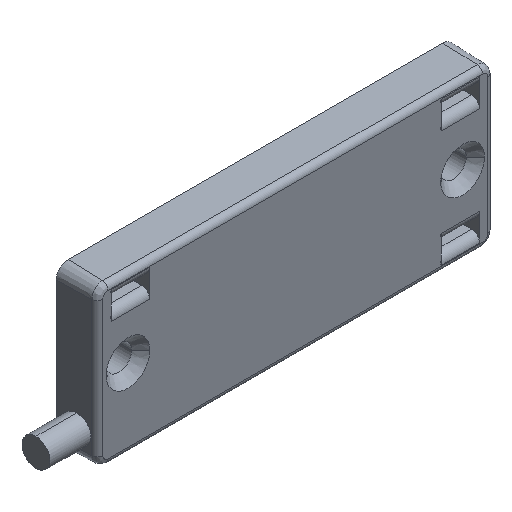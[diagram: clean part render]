
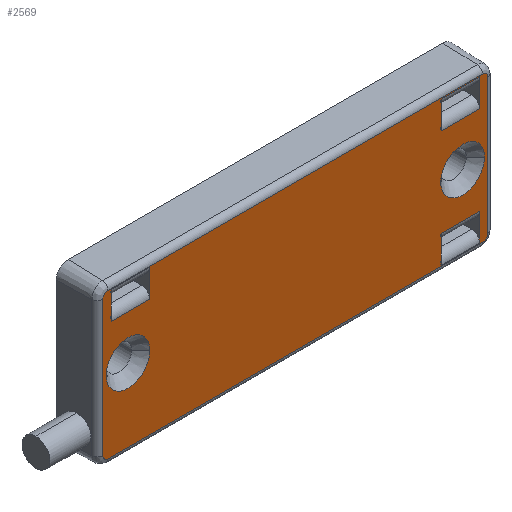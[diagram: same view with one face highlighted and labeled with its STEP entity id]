
A CAD part, isometric view. The second image highlights one B-rep face of the part: STEP entity #2569.
In plain terms, the highlighted planar face has unit normal (0, -1, 0).
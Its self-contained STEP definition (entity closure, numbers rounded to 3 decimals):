
#40=CARTESIAN_POINT('',(-21.,-2.5,0.));
#41=DIRECTION('',(0.,-1.,0.));
#42=DIRECTION('',(-1.,0.,0.));
#43=AXIS2_PLACEMENT_3D('',#40,#41,#42);
#49=CARTESIAN_POINT('',(-21.,-2.5,0.));
#50=DIRECTION('',(0.,-1.,0.));
#51=DIRECTION('',(1.,0.,0.));
#52=AXIS2_PLACEMENT_3D('',#49,#50,#51);
#57=CARTESIAN_POINT('',(21.,-2.5,0.));
#58=DIRECTION('',(0.,-1.,0.));
#59=DIRECTION('',(-1.,0.,0.));
#60=AXIS2_PLACEMENT_3D('',#57,#58,#59);
#65=CARTESIAN_POINT('',(21.,-2.5,0.));
#66=DIRECTION('',(0.,-1.,0.));
#67=DIRECTION('',(1.,0.,0.));
#68=AXIS2_PLACEMENT_3D('',#65,#66,#67);
#73=CARTESIAN_POINT('',(-23.5,-2.5,-8.5));
#74=DIRECTION('',(0.,1.,0.));
#75=DIRECTION('',(0.,0.,-1.));
#76=AXIS2_PLACEMENT_3D('',#73,#74,#75);
#81=DIRECTION('',(0.,0.,1.));
#82=VECTOR('',#81,17.);
#83=CARTESIAN_POINT('',(-24.149,-2.5,-8.5));
#84=LINE('',#83,#82);
#88=CARTESIAN_POINT('',(-23.5,-2.5,8.5));
#89=DIRECTION('',(0.,1.,0.));
#90=DIRECTION('',(-1.,0.,0.));
#91=AXIS2_PLACEMENT_3D('',#88,#89,#90);
#96=DIRECTION('',(1.,0.,0.));
#97=VECTOR('',#96,47.);
#98=CARTESIAN_POINT('',(-23.5,-2.5,9.149));
#99=LINE('',#98,#97);
#103=CARTESIAN_POINT('',(23.5,-2.5,8.5));
#104=DIRECTION('',(0.,1.,0.));
#105=DIRECTION('',(0.,0.,1.));
#106=AXIS2_PLACEMENT_3D('',#103,#104,#105);
#111=DIRECTION('',(0.,0.,-1.));
#112=VECTOR('',#111,17.);
#113=CARTESIAN_POINT('',(24.149,-2.5,8.5));
#114=LINE('',#113,#112);
#118=CARTESIAN_POINT('',(23.5,-2.5,-8.5));
#119=DIRECTION('',(0.,1.,0.));
#120=DIRECTION('',(1.,0.,0.));
#121=AXIS2_PLACEMENT_3D('',#118,#119,#120);
#126=DIRECTION('',(-1.,0.,0.));
#127=VECTOR('',#126,47.);
#128=CARTESIAN_POINT('',(23.5,-2.5,-9.149));
#129=LINE('',#128,#127);
#1525=DIRECTION('',(1.,0.,0.));
#1526=VECTOR('',#1525,4.825);
#1527=CARTESIAN_POINT('',(18.287,-2.5,9.03));
#1528=LINE('',#1527,#1526);
#1545=DIRECTION('',(0.,0.,1.));
#1546=VECTOR('',#1545,3.461);
#1547=CARTESIAN_POINT('',(18.287,-2.5,5.57));
#1548=LINE('',#1547,#1546);
#1633=DIRECTION('',(-1.,0.,0.));
#1634=VECTOR('',#1633,4.825);
#1635=CARTESIAN_POINT('',(23.113,-2.5,5.57));
#1636=LINE('',#1635,#1634);
#1660=DIRECTION('',(0.,0.,-1.));
#1661=VECTOR('',#1660,3.461);
#1662=CARTESIAN_POINT('',(23.113,-2.5,9.03));
#1663=LINE('',#1662,#1661);
#1741=DIRECTION('',(1.,0.,0.));
#1742=VECTOR('',#1741,4.825);
#1743=CARTESIAN_POINT('',(18.287,-2.5,
-5.57));
#1744=LINE('',#1743,#1742);
#1761=DIRECTION('',(0.,0.,1.));
#1762=VECTOR('',#1761,3.461);
#1763=CARTESIAN_POINT('',(18.287,-2.5,
-9.03));
#1764=LINE('',#1763,#1762);
#1849=DIRECTION('',(-1.,0.,0.));
#1850=VECTOR('',#1849,4.825);
#1851=CARTESIAN_POINT('',(23.113,-2.5,
-9.03));
#1852=LINE('',#1851,#1850);
#1876=DIRECTION('',(0.,0.,-1.));
#1877=VECTOR('',#1876,3.461);
#1878=CARTESIAN_POINT('',(23.113,-2.5,
-5.57));
#1879=LINE('',#1878,#1877);
#1957=DIRECTION('',(1.,0.,0.));
#1958=VECTOR('',#1957,4.825);
#1959=CARTESIAN_POINT('',(-23.113,-2.5,
9.03));
#1960=LINE('',#1959,#1958);
#1984=DIRECTION('',(0.,0.,1.));
#1985=VECTOR('',#1984,3.461);
#1986=CARTESIAN_POINT('',(-23.113,-2.5,
5.57));
#1987=LINE('',#1986,#1985);
#2025=DIRECTION('',(-1.,0.,0.));
#2026=VECTOR('',#2025,4.825);
#2027=CARTESIAN_POINT('',(-18.287,-2.5,
5.57));
#2028=LINE('',#2027,#2026);
#2045=DIRECTION('',(0.,0.,-1.));
#2046=VECTOR('',#2045,3.461);
#2047=CARTESIAN_POINT('',(-18.287,-2.5,
9.03));
#2048=LINE('',#2047,#2046);
#2180=CARTESIAN_POINT('',(-23.75,-2.5,0.));
#2181=CARTESIAN_POINT('',(-18.25,-2.5,0.));
#2182=VERTEX_POINT('',#2180);
#2183=VERTEX_POINT('',#2181);
#2184=CARTESIAN_POINT('',(-23.113,-2.5,
9.03));
#2185=CARTESIAN_POINT('',(-18.287,-2.5,
9.03));
#2186=VERTEX_POINT('',#2184);
#2187=VERTEX_POINT('',#2185);
#2188=CARTESIAN_POINT('',(-23.113,-2.5,
5.57));
#2189=VERTEX_POINT('',#2188);
#2190=CARTESIAN_POINT('',(-18.287,-2.5,
5.57));
#2191=VERTEX_POINT('',#2190);
#2192=CARTESIAN_POINT('',(23.113,-2.5,
-9.03));
#2193=CARTESIAN_POINT('',(18.287,-2.5,
-9.03));
#2194=VERTEX_POINT('',#2192);
#2195=VERTEX_POINT('',#2193);
#2196=CARTESIAN_POINT('',(23.113,-2.5,
-5.57));
#2197=VERTEX_POINT('',#2196);
#2198=CARTESIAN_POINT('',(18.287,-2.5,
-5.57));
#2199=VERTEX_POINT('',#2198);
#2200=CARTESIAN_POINT('',(23.113,-2.5,5.57));
#2201=CARTESIAN_POINT('',(18.287,-2.5,5.57));
#2202=VERTEX_POINT('',#2200);
#2203=VERTEX_POINT('',#2201);
#2204=CARTESIAN_POINT('',(23.113,-2.5,9.03));
#2205=VERTEX_POINT('',#2204);
#2206=CARTESIAN_POINT('',(18.287,-2.5,9.03));
#2207=VERTEX_POINT('',#2206);
#2208=CARTESIAN_POINT('',(18.25,-2.5,0.));
#2209=CARTESIAN_POINT('',(23.75,-2.5,0.));
#2210=VERTEX_POINT('',#2208);
#2211=VERTEX_POINT('',#2209);
#2476=CARTESIAN_POINT('',(-23.5,-2.5,-9.149));
#2477=CARTESIAN_POINT('',(-24.149,-2.5,-8.5));
#2478=VERTEX_POINT('',#2476);
#2479=VERTEX_POINT('',#2477);
#2482=CARTESIAN_POINT('',(-24.149,-2.5,8.5));
#2483=VERTEX_POINT('',#2482);
#2486=CARTESIAN_POINT('',(-23.5,-2.5,9.149));
#2487=VERTEX_POINT('',#2486);
#2490=CARTESIAN_POINT('',(23.5,-2.5,9.149));
#2491=VERTEX_POINT('',#2490);
#2494=CARTESIAN_POINT('',(24.149,-2.5,8.5));
#2495=VERTEX_POINT('',#2494);
#2498=CARTESIAN_POINT('',(24.149,-2.5,-8.5));
#2499=VERTEX_POINT('',#2498);
#2502=CARTESIAN_POINT('',(23.5,-2.5,-9.149));
#2503=VERTEX_POINT('',#2502);
#2504=CARTESIAN_POINT('',(0.,-2.5,0.));
#2505=DIRECTION('',(0.,1.,0.));
#2506=DIRECTION('',(1.,0.,0.));
#2507=AXIS2_PLACEMENT_3D('',#2504,#2505,#2506);
#2508=PLANE('',#2507);
#2510=ORIENTED_EDGE('',*,*,#2509,.T.);
#2512=ORIENTED_EDGE('',*,*,#2511,.T.);
#2514=ORIENTED_EDGE('',*,*,#2513,.T.);
#2516=ORIENTED_EDGE('',*,*,#2515,.T.);
#2518=ORIENTED_EDGE('',*,*,#2517,.T.);
#2520=ORIENTED_EDGE('',*,*,#2519,.T.);
#2522=ORIENTED_EDGE('',*,*,#2521,.T.);
#2524=ORIENTED_EDGE('',*,*,#2523,.T.);
#2525=EDGE_LOOP('',(#2510,#2512,#2514,#2516,#2518,#2520,#2522,#2524));
#2526=FACE_OUTER_BOUND('',#2525,.F.);
#2528=ORIENTED_EDGE('',*,*,#2527,.F.);
#2530=ORIENTED_EDGE('',*,*,#2529,.F.);
#2532=ORIENTED_EDGE('',*,*,#2531,.F.);
#2534=ORIENTED_EDGE('',*,*,#2533,.F.);
#2535=EDGE_LOOP('',(#2528,#2530,#2532,#2534));
#2536=FACE_BOUND('',#2535,.F.);
#2538=ORIENTED_EDGE('',*,*,#2537,.F.);
#2540=ORIENTED_EDGE('',*,*,#2539,.F.);
#2542=ORIENTED_EDGE('',*,*,#2541,.F.);
#2544=ORIENTED_EDGE('',*,*,#2543,.F.);
#2545=EDGE_LOOP('',(#2538,#2540,#2542,#2544));
#2546=FACE_BOUND('',#2545,.F.);
#2548=ORIENTED_EDGE('',*,*,#2547,.F.);
#2550=ORIENTED_EDGE('',*,*,#2549,.F.);
#2552=ORIENTED_EDGE('',*,*,#2551,.F.);
#2554=ORIENTED_EDGE('',*,*,#2553,.F.);
#2555=EDGE_LOOP('',(#2548,#2550,#2552,#2554));
#2556=FACE_BOUND('',#2555,.F.);
#2558=ORIENTED_EDGE('',*,*,#2557,.T.);
#2560=ORIENTED_EDGE('',*,*,#2559,.T.);
#2561=EDGE_LOOP('',(#2558,#2560));
#2562=FACE_BOUND('',#2561,.F.);
#2564=ORIENTED_EDGE('',*,*,#2563,.T.);
#2566=ORIENTED_EDGE('',*,*,#2565,.T.);
#2567=EDGE_LOOP('',(#2564,#2566));
#2568=FACE_BOUND('',#2567,.F.);
#2569=ADVANCED_FACE('',(#2526,#2536,#2546,#2556,#2562,#2568),#2508,.F.);
#44=CIRCLE('',#43,2.75);
#53=CIRCLE('',#52,2.75);
#61=CIRCLE('',#60,2.75);
#69=CIRCLE('',#68,2.75);
#77=CIRCLE('',#76,0.649);
#92=CIRCLE('',#91,0.649);
#107=CIRCLE('',#106,0.649);
#122=CIRCLE('',#121,0.649);
#2509=EDGE_CURVE('',#2478,#2479,#77,.T.);
#2511=EDGE_CURVE('',#2479,#2483,#84,.T.);
#2513=EDGE_CURVE('',#2483,#2487,#92,.T.);
#2515=EDGE_CURVE('',#2487,#2491,#99,.T.);
#2517=EDGE_CURVE('',#2491,#2495,#107,.T.);
#2519=EDGE_CURVE('',#2495,#2499,#114,.T.);
#2521=EDGE_CURVE('',#2499,#2503,#122,.T.);
#2523=EDGE_CURVE('',#2503,#2478,#129,.T.);
#2527=EDGE_CURVE('',#2186,#2187,#1960,.T.);
#2529=EDGE_CURVE('',#2189,#2186,#1987,.T.);
#2531=EDGE_CURVE('',#2191,#2189,#2028,.T.);
#2533=EDGE_CURVE('',#2187,#2191,#2048,.T.);
#2537=EDGE_CURVE('',#2194,#2195,#1852,.T.);
#2539=EDGE_CURVE('',#2197,#2194,#1879,.T.);
#2541=EDGE_CURVE('',#2199,#2197,#1744,.T.);
#2543=EDGE_CURVE('',#2195,#2199,#1764,.T.);
#2547=EDGE_CURVE('',#2202,#2203,#1636,.T.);
#2549=EDGE_CURVE('',#2205,#2202,#1663,.T.);
#2551=EDGE_CURVE('',#2207,#2205,#1528,.T.);
#2553=EDGE_CURVE('',#2203,#2207,#1548,.T.);
#2557=EDGE_CURVE('',#2210,#2211,#61,.T.);
#2559=EDGE_CURVE('',#2211,#2210,#69,.T.);
#2563=EDGE_CURVE('',#2182,#2183,#44,.T.);
#2565=EDGE_CURVE('',#2183,#2182,#53,.T.);
